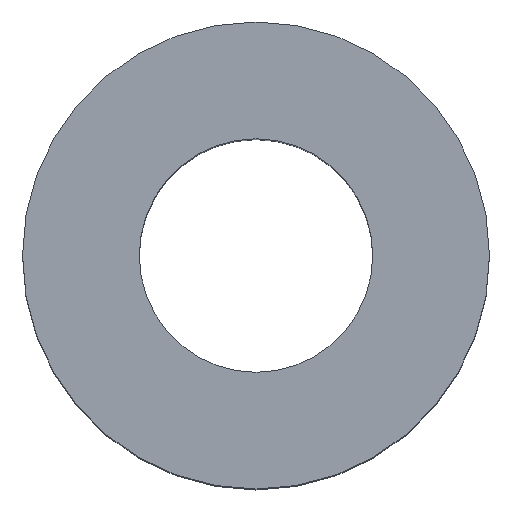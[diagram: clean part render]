
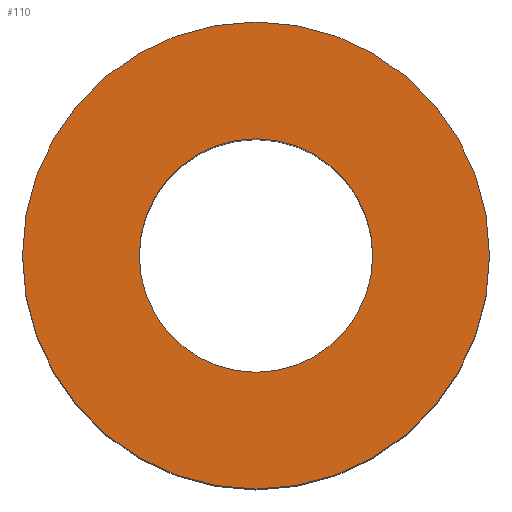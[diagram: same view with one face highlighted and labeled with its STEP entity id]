
A CAD part, top view. The second image highlights one B-rep face of the part: STEP entity #110.
In plain terms, the highlighted planar face has unit normal (0, 0, 1).
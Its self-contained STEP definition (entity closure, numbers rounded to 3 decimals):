
#110=ADVANCED_FACE('',(#278,#280),#282,.T.);
#278=FACE_BOUND('',#279,.T.);
#279=EDGE_LOOP('',(#340));
#280=FACE_BOUND('',#281,.T.);
#281=EDGE_LOOP('',(#341));
#282=PLANE('',#283);
#283=AXIS2_PLACEMENT_3D('',#284,#285,#286);
#284=CARTESIAN_POINT('',(0.,0.,5.));
#285=DIRECTION('',(0.,0.,1.));
#286=DIRECTION('',(-1.,0.,0.));
#340=ORIENTED_EDGE('',*,*,#350,.T.);
#341=ORIENTED_EDGE('',*,*,#351,.F.);
#350=EDGE_CURVE('',#364,#364,#365,.T.);
#351=EDGE_CURVE('',#366,#366,#367,.T.);
#364=VERTEX_POINT('',#398);
#365=CIRCLE('',#399,3.);
#366=VERTEX_POINT('',#403);
#367=CIRCLE('',#404,1.5);
#398=CARTESIAN_POINT('',(3.,0.,5.));
#399=AXIS2_PLACEMENT_3D('',#400,#401,#402);
#400=CARTESIAN_POINT('',(0.,0.,5.));
#401=DIRECTION('',(0.,0.,1.));
#402=DIRECTION('',(-1.,0.,0.));
#403=CARTESIAN_POINT('',(1.5,0.,5.));
#404=AXIS2_PLACEMENT_3D('',#405,#406,#407);
#405=CARTESIAN_POINT('',(0.,0.,5.));
#406=DIRECTION('',(0.,0.,1.));
#407=DIRECTION('',(-1.,0.,0.));
